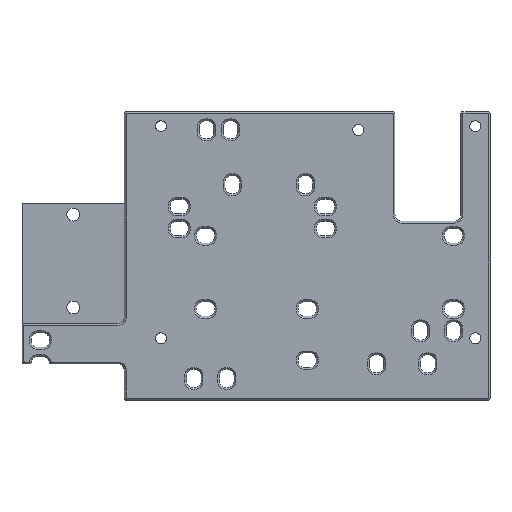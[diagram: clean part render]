
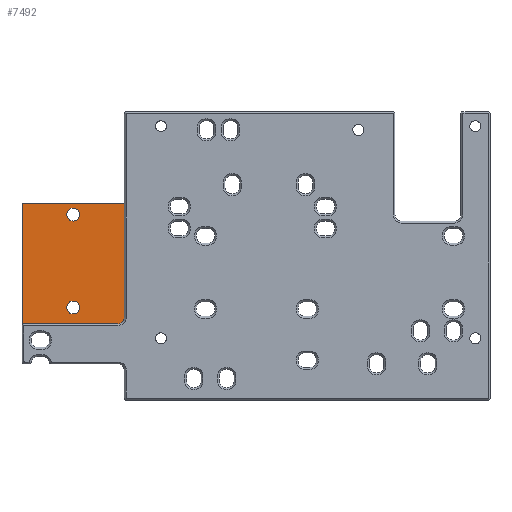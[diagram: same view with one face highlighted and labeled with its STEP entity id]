
A CAD part, top view. The second image highlights one B-rep face of the part: STEP entity #7492.
In plain terms, the highlighted planar face has unit normal (0, 0, 1).
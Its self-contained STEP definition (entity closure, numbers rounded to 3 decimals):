
#43=FACE_BOUND('',#1409,.T.);
#44=FACE_BOUND('',#1410,.T.);
#444=CIRCLE('',#8174,0.6);
#445=CIRCLE('',#8177,1.75);
#462=CIRCLE('',#8217,0.6);
#463=CIRCLE('',#8219,1.75);
#464=CIRCLE('',#8220,1.75);
#949=FACE_OUTER_BOUND('',#1408,.T.);
#1408=EDGE_LOOP('',(#6281,#6282,#6283,#6284,#6285,#6286,#6287));
#1409=EDGE_LOOP('',(#6288));
#1410=EDGE_LOOP('',(#6289));
#2105=LINE('',#12307,#2853);
#2112=LINE('',#12322,#2860);
#2117=LINE('',#12334,#2865);
#2142=LINE('',#12412,#2890);
#2853=VECTOR('',#10048,10.);
#2860=VECTOR('',#10061,10.);
#2865=VECTOR('',#10072,10.);
#2890=VECTOR('',#10159,10.);
#3561=VERTEX_POINT('',#12304);
#3562=VERTEX_POINT('',#12306);
#3566=VERTEX_POINT('',#12316);
#3567=VERTEX_POINT('',#12320);
#3568=VERTEX_POINT('',#12324);
#3571=VERTEX_POINT('',#12332);
#3593=VERTEX_POINT('',#12410);
#3597=VERTEX_POINT('',#12431);
#3598=VERTEX_POINT('',#12433);
#4512=EDGE_CURVE('',#3561,#3562,#2105,.T.);
#4518=EDGE_CURVE('',#3566,#3561,#444,.F.);
#4520=EDGE_CURVE('',#3567,#3566,#2112,.T.);
#4522=EDGE_CURVE('',#3567,#3568,#445,.T.);
#4526=EDGE_CURVE('',#3571,#3568,#2117,.T.);
#4565=EDGE_CURVE('',#3593,#3571,#2142,.T.);
#4574=EDGE_CURVE('',#3562,#3593,#462,.T.);
#4575=EDGE_CURVE('',#3597,#3597,#463,.T.);
#4576=EDGE_CURVE('',#3598,#3598,#464,.T.);
#6281=ORIENTED_EDGE('',*,*,#4574,.F.);
#6282=ORIENTED_EDGE('',*,*,#4512,.F.);
#6283=ORIENTED_EDGE('',*,*,#4518,.F.);
#6284=ORIENTED_EDGE('',*,*,#4520,.F.);
#6285=ORIENTED_EDGE('',*,*,#4522,.T.);
#6286=ORIENTED_EDGE('',*,*,#4526,.F.);
#6287=ORIENTED_EDGE('',*,*,#4565,.F.);
#6288=ORIENTED_EDGE('',*,*,#4575,.T.);
#6289=ORIENTED_EDGE('',*,*,#4576,.T.);
#7119=PLANE('',#8218);
#7492=ADVANCED_FACE('',(#949,#43,#44),#7119,.F.);
#8174=AXIS2_PLACEMENT_3D('',#12318,#10056,#10057);
#8177=AXIS2_PLACEMENT_3D('',#12326,#10065,#10066);
#8217=AXIS2_PLACEMENT_3D('',#12429,#10180,#10181);
#8218=AXIS2_PLACEMENT_3D('',#12430,#10182,#10183);
#8219=AXIS2_PLACEMENT_3D('',#12432,#10184,#10185);
#8220=AXIS2_PLACEMENT_3D('',#12434,#10186,#10187);
#10048=DIRECTION('',(0.,1.,0.));
#10056=DIRECTION('center_axis',(0.,0.,-1.));
#10057=DIRECTION('ref_axis',(-0.707,0.707,0.));
#10061=DIRECTION('',(-1.,0.,0.));
#10065=DIRECTION('center_axis',(0.,0.,1.));
#10066=DIRECTION('ref_axis',(0.707,-0.707,0.));
#10072=DIRECTION('',(0.,-1.,0.));
#10159=DIRECTION('',(1.,0.,0.));
#10180=DIRECTION('center_axis',(0.,0.,-1.));
#10181=DIRECTION('ref_axis',(-0.707,0.707,0.));
#10182=DIRECTION('center_axis',(0.,0.,-1.));
#10183=DIRECTION('ref_axis',(-1.,0.,0.));
#10184=DIRECTION('center_axis',(0.,0.,-1.));
#10185=DIRECTION('ref_axis',(1.,0.,0.));
#10186=DIRECTION('center_axis',(0.,0.,-1.));
#10187=DIRECTION('ref_axis',(1.,0.,0.));
#12304=CARTESIAN_POINT('',(-78.,-19.1,-1.6));
#12306=CARTESIAN_POINT('',(-78.,13.9,-1.6));
#12307=CARTESIAN_POINT('',(-78.,6.25,-1.6));
#12316=CARTESIAN_POINT('',(-77.4,-18.5,-1.6));
#12318=CARTESIAN_POINT('Origin',(-77.4,-19.1,-1.6));
#12320=CARTESIAN_POINT('',(-51.75,-18.5,-1.6));
#12322=CARTESIAN_POINT('',(-78.,-18.5,-1.6));
#12324=CARTESIAN_POINT('',(-50.,-16.75,-1.6));
#12326=CARTESIAN_POINT('Origin',(-51.75,-16.75,-1.6));
#12332=CARTESIAN_POINT('',(-50.,14.5,-1.6));
#12334=CARTESIAN_POINT('',(-50.,-18.5,-1.6));
#12410=CARTESIAN_POINT('',(-77.4,14.5,-1.6));
#12412=CARTESIAN_POINT('',(-57.,14.5,-1.6));
#12429=CARTESIAN_POINT('Origin',(-77.4,13.9,-1.6));
#12430=CARTESIAN_POINT('Origin',(-64.,-2.,-1.6));
#12431=CARTESIAN_POINT('',(-65.75,11.325,-1.6));
#12432=CARTESIAN_POINT('Origin',(-64.,11.325,-1.6));
#12433=CARTESIAN_POINT('',(-65.75,-14.075,-1.6));
#12434=CARTESIAN_POINT('Origin',(-64.,-14.075,-1.6));
